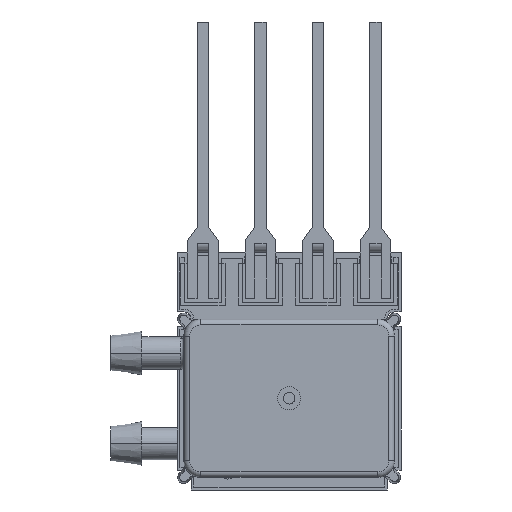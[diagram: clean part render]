
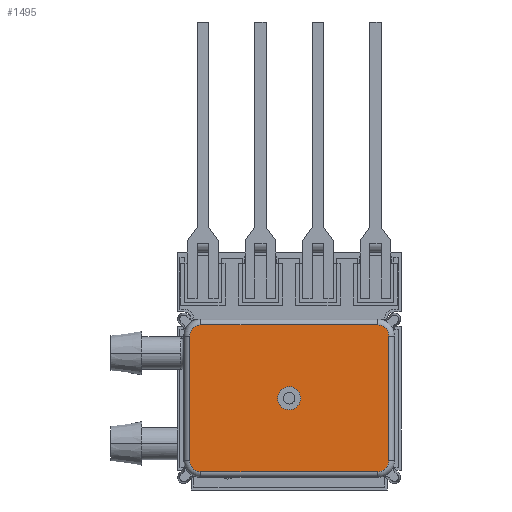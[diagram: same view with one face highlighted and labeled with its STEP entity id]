
A CAD part, front view. The second image highlights one B-rep face of the part: STEP entity #1495.
In plain terms, the highlighted face is planar.
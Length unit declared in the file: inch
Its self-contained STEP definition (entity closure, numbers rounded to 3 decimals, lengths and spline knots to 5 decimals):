
#449 = CARTESIAN_POINT ( 'NONE',  ( -0.15354, 0.10472, -0.1276 ) ) ;
#462 = CARTESIAN_POINT ( 'NONE',  ( -0.17307, 0.10472, 0.10807 ) ) ;
#465 = CARTESIAN_POINT ( 'NONE',  ( -0.15354, 0.10472, 0.1276 ) ) ;
#473 = CARTESIAN_POINT ( 'NONE',  ( 0.17307, 0.10472, -0.10807 ) ) ;
#476 = CARTESIAN_POINT ( 'NONE',  ( 0.15354, 0.10472, 0.1276 ) ) ;
#479 = CARTESIAN_POINT ( 'NONE',  ( 0.17307, 0.10472, 0.10807 ) ) ;
#486 = CARTESIAN_POINT ( 'NONE',  ( 0.15354, 0.10472, -0.1276 ) ) ;
#501 = CARTESIAN_POINT ( 'NONE',  ( -0.17307, 0.10472, -0.10807 ) ) ;
#641 = CARTESIAN_POINT ( 'NONE',  ( 0., 0.10472, 0.02 ) ) ;
#644 = CARTESIAN_POINT ( 'NONE',  ( 0., 0.10472, -0.02 ) ) ;
#1495 = ADVANCED_FACE ( 'NONE', ( #4222, #4238 ), #11533, .T. ) ;
#2409 = CIRCLE ( 'NONE', #6356, 0.02 ) ;
#2411 = CIRCLE ( 'NONE', #6382, 0.01953 ) ;
#2417 = CIRCLE ( 'NONE', #6376, 0.01953 ) ;
#2421 = VECTOR ( 'NONE', #8083, 39.37008 ) ;
#2426 = LINE ( 'NONE', #8088, #2443 ) ;
#2427 = LINE ( 'NONE', #8067, #2421 ) ;
#2430 = CIRCLE ( 'NONE', #6347, 0.01953 ) ;
#2443 = VECTOR ( 'NONE', #8077, 39.37008 ) ;
#2454 = VECTOR ( 'NONE', #4936, 39.37008 ) ;
#2456 = CIRCLE ( 'NONE', #6410, 0.02 ) ;
#2458 = CIRCLE ( 'NONE', #6402, 0.01953 ) ;
#2482 = LINE ( 'NONE', #4941, #2454 ) ;
#2511 = VECTOR ( 'NONE', #4501, 39.37008 ) ;
#2532 = LINE ( 'NONE', #4509, #2511 ) ;
#4222 = FACE_BOUND ( 'NONE', #8690, .T. ) ;
#4238 = FACE_OUTER_BOUND ( 'NONE', #8739, .T. ) ;
#4473 = CARTESIAN_POINT ( 'NONE',  ( 0., 0.10472, 0. ) ) ;
#4475 = DIRECTION ( 'NONE',  ( 0., 0., 1. ) ) ;
#4476 = DIRECTION ( 'NONE',  ( 0., 1., 0. ) ) ;
#4477 = DIRECTION ( 'NONE',  ( 0., 0., 1. ) ) ;
#4488 = CARTESIAN_POINT ( 'NONE',  ( -0.15354, 0.10472, -0.10807 ) ) ;
#4492 = DIRECTION ( 'NONE',  ( 0., 1., 0. ) ) ;
#4501 = DIRECTION ( 'NONE',  ( -1., 0., 0. ) ) ;
#4509 = CARTESIAN_POINT ( 'NONE',  ( -0.15354, 0.10472, -0.1276 ) ) ;
#4936 = DIRECTION ( 'NONE',  ( 0., 0., -1. ) ) ;
#4941 = CARTESIAN_POINT ( 'NONE',  ( 0.17307, 0.10472, -0.10807 ) ) ;
#5284 = VERTEX_POINT ( 'NONE', #449 ) ;
#5289 = VERTEX_POINT ( 'NONE', #476 ) ;
#5299 = VERTEX_POINT ( 'NONE', #479 ) ;
#5314 = VERTEX_POINT ( 'NONE', #501 ) ;
#5316 = VERTEX_POINT ( 'NONE', #465 ) ;
#5323 = VERTEX_POINT ( 'NONE', #486 ) ;
#5327 = VERTEX_POINT ( 'NONE', #462 ) ;
#5332 = VERTEX_POINT ( 'NONE', #473 ) ;
#5462 = VERTEX_POINT ( 'NONE', #644 ) ;
#5485 = VERTEX_POINT ( 'NONE', #641 ) ;
#5941 = AXIS2_PLACEMENT_3D ( 'NONE', #11519, #11511, #11534 ) ;
#6347 = AXIS2_PLACEMENT_3D ( 'NONE', #8070, #8073, #8093 ) ;
#6356 = AXIS2_PLACEMENT_3D ( 'NONE', #8080, #8108, #8103 ) ;
#6376 = AXIS2_PLACEMENT_3D ( 'NONE', #8075, #8094, #8076 ) ;
#6382 = AXIS2_PLACEMENT_3D ( 'NONE', #8098, #8078, #8102 ) ;
#6402 = AXIS2_PLACEMENT_3D ( 'NONE', #4488, #4476, #4477 ) ;
#6410 = AXIS2_PLACEMENT_3D ( 'NONE', #4473, #4492, #4475 ) ;
#8067 = CARTESIAN_POINT ( 'NONE',  ( 0.15354, 0.10472, 0.1276 ) ) ;
#8070 = CARTESIAN_POINT ( 'NONE',  ( 0.15354, 0.10472, 0.10807 ) ) ;
#8073 = DIRECTION ( 'NONE',  ( 0., 1., 0. ) ) ;
#8075 = CARTESIAN_POINT ( 'NONE',  ( -0.15354, 0.10472, 0.10807 ) ) ;
#8076 = DIRECTION ( 'NONE',  ( 0., 0., 1. ) ) ;
#8077 = DIRECTION ( 'NONE',  ( 0., 0., 1. ) ) ;
#8078 = DIRECTION ( 'NONE',  ( 0., 1., 0. ) ) ;
#8080 = CARTESIAN_POINT ( 'NONE',  ( 0., 0.10472, 0. ) ) ;
#8083 = DIRECTION ( 'NONE',  ( 1., 0., 0. ) ) ;
#8088 = CARTESIAN_POINT ( 'NONE',  ( -0.17307, 0.10472, 0.10807 ) ) ;
#8093 = DIRECTION ( 'NONE',  ( 0., 0., 1. ) ) ;
#8094 = DIRECTION ( 'NONE',  ( 0., 1., 0. ) ) ;
#8098 = CARTESIAN_POINT ( 'NONE',  ( 0.15354, 0.10472, -0.10807 ) ) ;
#8102 = DIRECTION ( 'NONE',  ( 0., 0., 1. ) ) ;
#8103 = DIRECTION ( 'NONE',  ( 0., 0., 1. ) ) ;
#8108 = DIRECTION ( 'NONE',  ( 0., 1., 0. ) ) ;
#8690 = EDGE_LOOP ( 'NONE', ( #9185, #9220 ) ) ;
#8739 = EDGE_LOOP ( 'NONE', ( #9240, #9221, #9224, #9226, #9228, #9241, #9206, #9120 ) ) ;
#9120 = ORIENTED_EDGE ( 'NONE', *, *, #11309, .T. ) ;
#9185 = ORIENTED_EDGE ( 'NONE', *, *, #11278, .F. ) ;
#9206 = ORIENTED_EDGE ( 'NONE', *, *, #11331, .T. ) ;
#9220 = ORIENTED_EDGE ( 'NONE', *, *, #11308, .F. ) ;
#9221 = ORIENTED_EDGE ( 'NONE', *, *, #11274, .T. ) ;
#9224 = ORIENTED_EDGE ( 'NONE', *, *, #11279, .T. ) ;
#9226 = ORIENTED_EDGE ( 'NONE', *, *, #11276, .T. ) ;
#9228 = ORIENTED_EDGE ( 'NONE', *, *, #11303, .T. ) ;
#9240 = ORIENTED_EDGE ( 'NONE', *, *, #11275, .T. ) ;
#9241 = ORIENTED_EDGE ( 'NONE', *, *, #11277, .T. ) ;
#11274 = EDGE_CURVE ( 'NONE', #5327, #5316, #2417, .T. ) ;
#11275 = EDGE_CURVE ( 'NONE', #5314, #5327, #2426, .T. ) ;
#11276 = EDGE_CURVE ( 'NONE', #5289, #5299, #2430, .T. ) ;
#11277 = EDGE_CURVE ( 'NONE', #5332, #5323, #2411, .T. ) ;
#11278 = EDGE_CURVE ( 'NONE', #5485, #5462, #2409, .T. ) ;
#11279 = EDGE_CURVE ( 'NONE', #5316, #5289, #2427, .T. ) ;
#11303 = EDGE_CURVE ( 'NONE', #5299, #5332, #2482, .T. ) ;
#11308 = EDGE_CURVE ( 'NONE', #5462, #5485, #2456, .T. ) ;
#11309 = EDGE_CURVE ( 'NONE', #5284, #5314, #2458, .T. ) ;
#11331 = EDGE_CURVE ( 'NONE', #5323, #5284, #2532, .T. ) ;
#11511 = DIRECTION ( 'NONE',  ( 0., 1., 0. ) ) ;
#11519 = CARTESIAN_POINT ( 'NONE',  ( -0.15354, 0.10472, 0.10807 ) ) ;
#11533 = PLANE ( 'NONE',  #5941 ) ;
#11534 = DIRECTION ( 'NONE',  ( 0., 0., 1. ) ) ;
